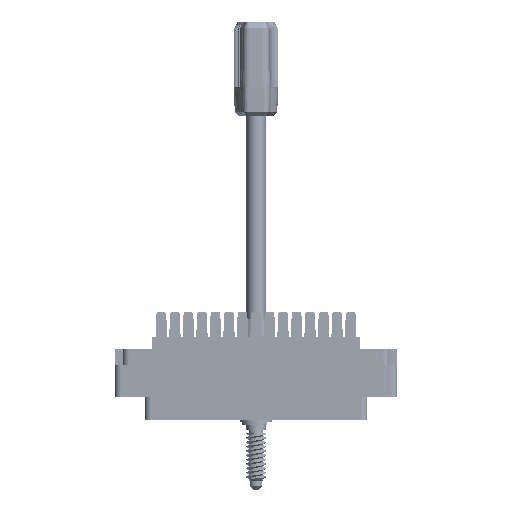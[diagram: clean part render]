
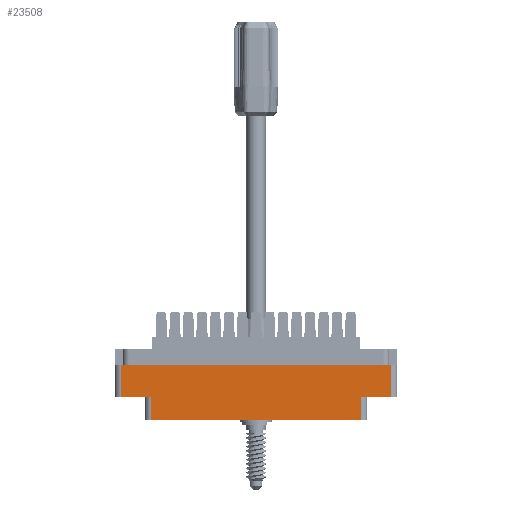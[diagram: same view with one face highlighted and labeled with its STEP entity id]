
A CAD part, front view. The second image highlights one B-rep face of the part: STEP entity #23508.
In plain terms, the highlighted planar face has unit normal (0, -1, 0).
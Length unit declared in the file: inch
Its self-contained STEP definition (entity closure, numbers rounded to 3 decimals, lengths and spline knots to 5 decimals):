
#109 = FACE_OUTER_BOUND ( 'NONE', #29726, .T. ) ;
#1169 = VERTEX_POINT ( 'NONE', #47832 ) ;
#1243 = EDGE_CURVE ( 'NONE', #25302, #16235, #42278, .T. ) ;
#2016 = ORIENTED_EDGE ( 'NONE', *, *, #19176, .F. ) ;
#3368 = DIRECTION ( 'NONE',  ( -1., 0., 0. ) ) ;
#6601 = CARTESIAN_POINT ( 'NONE',  ( -1.359, -0.617, -0.798 ) ) ;
#7469 = ORIENTED_EDGE ( 'NONE', *, *, #12788, .T. ) ;
#8067 = CARTESIAN_POINT ( 'NONE',  ( 1.006, -0.617, -0.578 ) ) ;
#10498 = DIRECTION ( 'NONE',  ( 0., 0., 1. ) ) ;
#12788 = EDGE_CURVE ( 'NONE', #23507, #16235, #20903, .T. ) ;
#13746 = DIRECTION ( 'NONE',  ( 0., -1., 0. ) ) ;
#14268 = VERTEX_POINT ( 'NONE', #28605 ) ;
#16235 = VERTEX_POINT ( 'NONE', #23001 ) ;
#17118 = LINE ( 'NONE', #70120, #17147 ) ;
#17128 = EDGE_CURVE ( 'NONE', #14268, #23507, #65150, .T. ) ;
#17147 = VECTOR ( 'NONE', #37641, 39.37008 ) ;
#17384 = CARTESIAN_POINT ( 'NONE',  ( -1.006, -0.617, -0.578 ) ) ;
#19176 = EDGE_CURVE ( 'NONE', #74182, #83725, #17118, .T. ) ;
#20137 = EDGE_CURVE ( 'NONE', #25302, #83725, #70349, .T. ) ;
#20324 = DIRECTION ( 'NONE',  ( 0., 0., -1. ) ) ;
#20903 = LINE ( 'NONE', #8067, #65671 ) ;
#21108 = VECTOR ( 'NONE', #21711, 39.37008 ) ;
#21711 = DIRECTION ( 'NONE',  ( 1., 0., 0. ) ) ;
#22762 = VECTOR ( 'NONE', #34472, 39.37008 ) ;
#23001 = CARTESIAN_POINT ( 'NONE',  ( 1.006, -0.617, -0.578 ) ) ;
#23507 = VERTEX_POINT ( 'NONE', #43813 ) ;
#23508 = ADVANCED_FACE ( 'NONE', ( #109 ), #72333, .T. ) ;
#25302 = VERTEX_POINT ( 'NONE', #55226 ) ;
#27985 = LINE ( 'NONE', #72466, #50726 ) ;
#28203 = ORIENTED_EDGE ( 'NONE', *, *, #53011, .T. ) ;
#28605 = CARTESIAN_POINT ( 'NONE',  ( -1.006, -0.617, -0.798 ) ) ;
#29046 = CARTESIAN_POINT ( 'NONE',  ( 0., -0.617, -0.578 ) ) ;
#29726 = EDGE_LOOP ( 'NONE', ( #28203, #77810, #31635, #7469, #32037, #32299, #2016, #39519 ) ) ;
#30589 = CARTESIAN_POINT ( 'NONE',  ( -1.359, -0.617, -0.798 ) ) ;
#31635 = ORIENTED_EDGE ( 'NONE', *, *, #17128, .T. ) ;
#32037 = ORIENTED_EDGE ( 'NONE', *, *, #1243, .F. ) ;
#32299 = ORIENTED_EDGE ( 'NONE', *, *, #20137, .T. ) ;
#32808 = LINE ( 'NONE', #71696, #22762 ) ;
#34472 = DIRECTION ( 'NONE',  ( 0., 0., -1. ) ) ;
#36345 = EDGE_CURVE ( 'NONE', #74182, #1169, #32808, .T. ) ;
#37641 = DIRECTION ( 'NONE',  ( 1., 0., 0. ) ) ;
#38883 = DIRECTION ( 'NONE',  ( 0., 0., 1. ) ) ;
#39519 = ORIENTED_EDGE ( 'NONE', *, *, #36345, .T. ) ;
#39828 = DIRECTION ( 'NONE',  ( 0., 0., -1. ) ) ;
#42278 = LINE ( 'NONE', #29046, #63623 ) ;
#43813 = CARTESIAN_POINT ( 'NONE',  ( 1.006, -0.617, -0.798 ) ) ;
#45903 = DIRECTION ( 'NONE',  ( 1., 0., 0. ) ) ;
#47832 = CARTESIAN_POINT ( 'NONE',  ( -1.297, -0.617, -0.578 ) ) ;
#48662 = VECTOR ( 'NONE', #10498, 39.37008 ) ;
#50603 = LINE ( 'NONE', #76686, #21108 ) ;
#50726 = VECTOR ( 'NONE', #20324, 39.37008 ) ;
#50790 = EDGE_CURVE ( 'NONE', #58939, #14268, #27985, .T. ) ;
#53011 = EDGE_CURVE ( 'NONE', #1169, #58939, #50603, .T. ) ;
#55226 = CARTESIAN_POINT ( 'NONE',  ( 1.297, -0.617, -0.578 ) ) ;
#58939 = VERTEX_POINT ( 'NONE', #17384 ) ;
#63623 = VECTOR ( 'NONE', #3368, 39.37008 ) ;
#65150 = LINE ( 'NONE', #6601, #68768 ) ;
#65671 = VECTOR ( 'NONE', #38883, 39.37008 ) ;
#66231 = CARTESIAN_POINT ( 'NONE',  ( 1.297, -0.617, -0.274 ) ) ;
#67967 = AXIS2_PLACEMENT_3D ( 'NONE', #30589, #13746, #39828 ) ;
#68768 = VECTOR ( 'NONE', #45903, 39.37008 ) ;
#69505 = CARTESIAN_POINT ( 'NONE',  ( 1.297, -0.617, -0.798 ) ) ;
#70120 = CARTESIAN_POINT ( 'NONE',  ( 0., -0.617, -0.274 ) ) ;
#70349 = LINE ( 'NONE', #69505, #48662 ) ;
#71696 = CARTESIAN_POINT ( 'NONE',  ( -1.297, -0.617, -0.798 ) ) ;
#72333 = PLANE ( 'NONE',  #67967 ) ;
#72466 = CARTESIAN_POINT ( 'NONE',  ( -1.006, -0.617, -0.798 ) ) ;
#74182 = VERTEX_POINT ( 'NONE', #75174 ) ;
#75174 = CARTESIAN_POINT ( 'NONE',  ( -1.297, -0.617, -0.274 ) ) ;
#76686 = CARTESIAN_POINT ( 'NONE',  ( 0., -0.617, -0.578 ) ) ;
#77810 = ORIENTED_EDGE ( 'NONE', *, *, #50790, .T. ) ;
#83725 = VERTEX_POINT ( 'NONE', #66231 ) ;
